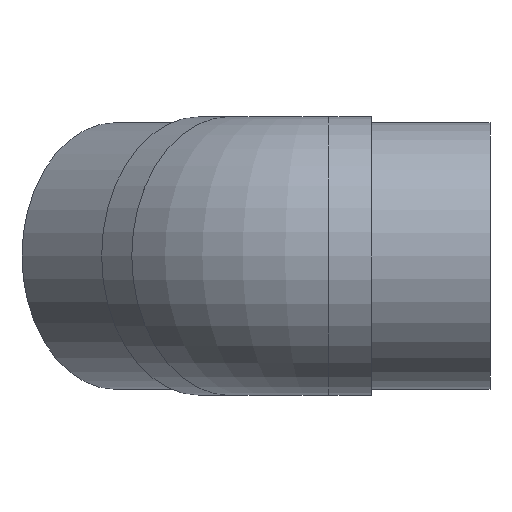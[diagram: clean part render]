
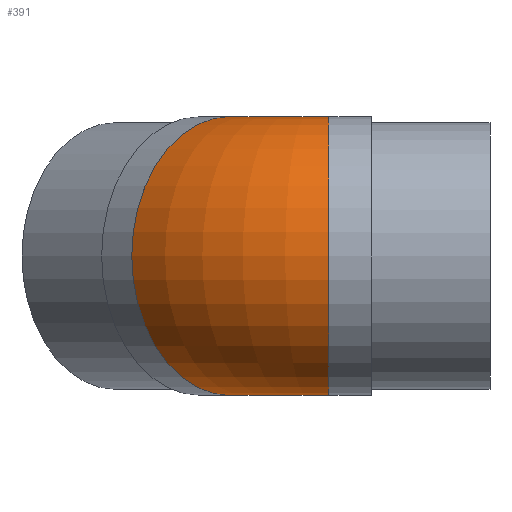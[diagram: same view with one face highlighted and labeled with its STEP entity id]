
A CAD part, left-side view. The second image highlights one B-rep face of the part: STEP entity #391.
In plain terms, the highlighted toroidal (fillet/blend) face has major radius 261.092 mm and minor radius 261 mm.
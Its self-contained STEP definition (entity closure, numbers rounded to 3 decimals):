
#340=CARTESIAN_POINT('',(261.,-108.148,0.));
#341=VERTEX_POINT('',#340);
#342=CARTESIAN_POINT('',(-261.,-108.148,0.));
#343=VERTEX_POINT('',#342);
#344=CARTESIAN_POINT('',(0.,-108.148,0.));
#345=DIRECTION('',(0.,1.,0.));
#346=DIRECTION('',(1.,0.,0.));
#347=AXIS2_PLACEMENT_3D('',#344,#345,#346);
#348=CIRCLE('',#347,261.);
#349=EDGE_CURVE('',#341,#343,#348,.T.);
#351=EDGE_CURVE('',#343,#341,#348,.T.);
#361=CARTESIAN_POINT('',(261.027,-108.083,0.));
#362=VERTEX_POINT('',#361);
#363=CARTESIAN_POINT('',(-108.083,261.027,0.));
#364=VERTEX_POINT('',#363);
#365=CARTESIAN_POINT('',(76.472,76.472,0.));
#366=DIRECTION('',(-0.707,-0.707,0.));
#367=DIRECTION('',(0.707,-0.707,0.));
#368=AXIS2_PLACEMENT_3D('',#365,#366,#367);
#369=CIRCLE('',#368,261.);
#370=EDGE_CURVE('',#362,#364,#369,.T.);
#371=ORIENTED_EDGE('',*,*,#370,.T.);
#372=CARTESIAN_POINT('',(261.092,-108.148,0.));
#373=DIRECTION('',(0.,0.,-1.));
#374=DIRECTION('',(-1.,0.,0.));
#375=AXIS2_PLACEMENT_3D('',#372,#373,#374);
#376=CIRCLE('',#375,522.092);
#377=EDGE_CURVE('',#343,#364,#376,.T.);
#378=ORIENTED_EDGE('',*,*,#377,.F.);
#379=ORIENTED_EDGE('',*,*,#351,.T.);
#380=ORIENTED_EDGE('',*,*,#349,.T.);
#381=ORIENTED_EDGE('',*,*,#377,.T.);
#382=EDGE_CURVE('',#364,#362,#369,.T.);
#383=ORIENTED_EDGE('',*,*,#382,.T.);
#384=EDGE_LOOP('',(#371,#378,#379,#380,#381,#383));
#385=FACE_OUTER_BOUND('',#384,.T.);
#386=CARTESIAN_POINT('',(261.092,-108.148,0.));
#387=DIRECTION('',(0.,0.,-1.));
#388=DIRECTION('',(-1.,0.,0.));
#389=AXIS2_PLACEMENT_3D('',#386,#387,#388);
#390=TOROIDAL_SURFACE('',#389,261.092,261.);
#391=ADVANCED_FACE('',(#385),#390,.T.);
